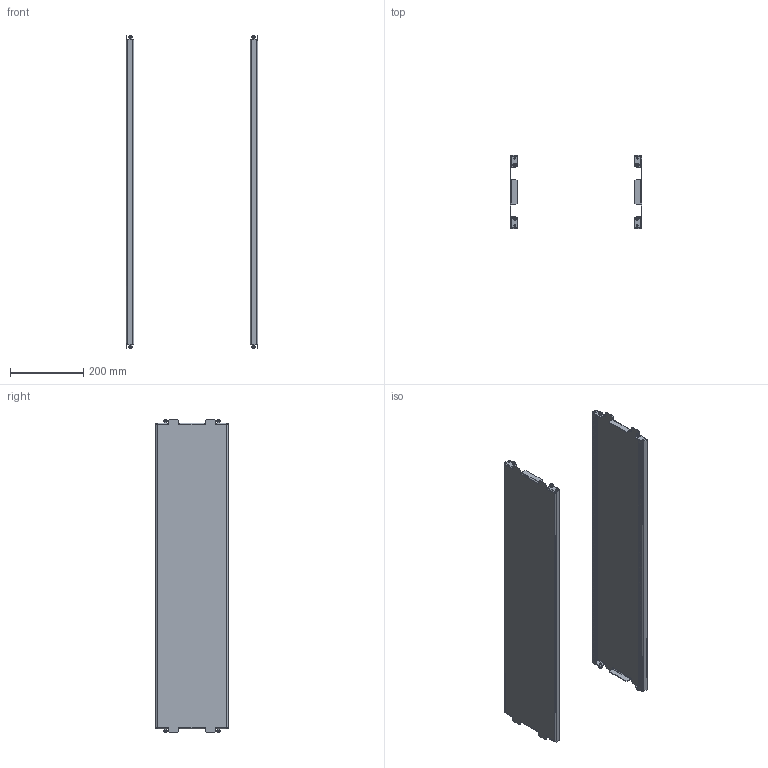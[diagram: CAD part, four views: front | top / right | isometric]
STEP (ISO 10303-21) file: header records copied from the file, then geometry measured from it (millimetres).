
FILE_DESCRIPTION (( 'STEP AP203' ), '1' );
FILE_NAME ('UR13620210010 Ýëåìåíòû áîêîâûå öîêîëÿ 200ìì RS52 00.100 RAL7021 (2øò) (000.136.072-04).STEP', '2022-04-14T06:19:15', ( '' ), ( '' ), 'SwSTEP 2.0', 'SolidWorks 2017', '' );
FILE_SCHEMA (( 'CONFIG_CONTROL_DESIGN' ));
Length unit declared in the file: millimetre
Products named in the file (3): UR13620210010 Ýëåìåíòû áîêîâûå öîêîëÿ 200ìì RS52 00.100 RAL7021 (2øò) (000.136.072-04); Âèíò DIN 7500 C TORX_Œ5å12; 070-70 Ïàíåëü öîêîëÿ_04 (00.100)
Assembly tree (10 placements, depth 2):
  UR13620210010 Ýëåìåíòû áîêîâûå öîêîëÿ 200ìì RS52 00.100 RAL7021 (2øò) (000.136.072-04)
    070-70 Ïàíåëü öîêîëÿ_04 (00.100)  x2
    Âèíò DIN 7500 C TORX_Œ5å12  x8
Bounding box: 359 x 198 x 854.8 mm (x, y, z)
Volume: 869394.6 mm3; surface area: 892433.9 mm2
Topology: 10 solids, 10 shells, 1404 faces, 3968 edges, 2592 vertices
Faces by surface type: plane 852, cylinder 488, cone 32, bspline 16, sphere 16
Entity records: 20245 total; most frequent: CARTESIAN_POINT 3876, ORIENTED_EDGE 3296, DIRECTION 3137, EDGE_CURVE 1648, LINE 1223, VECTOR 1223, VERTEX_POINT 1074, AXIS2_PLACEMENT_3D 957
